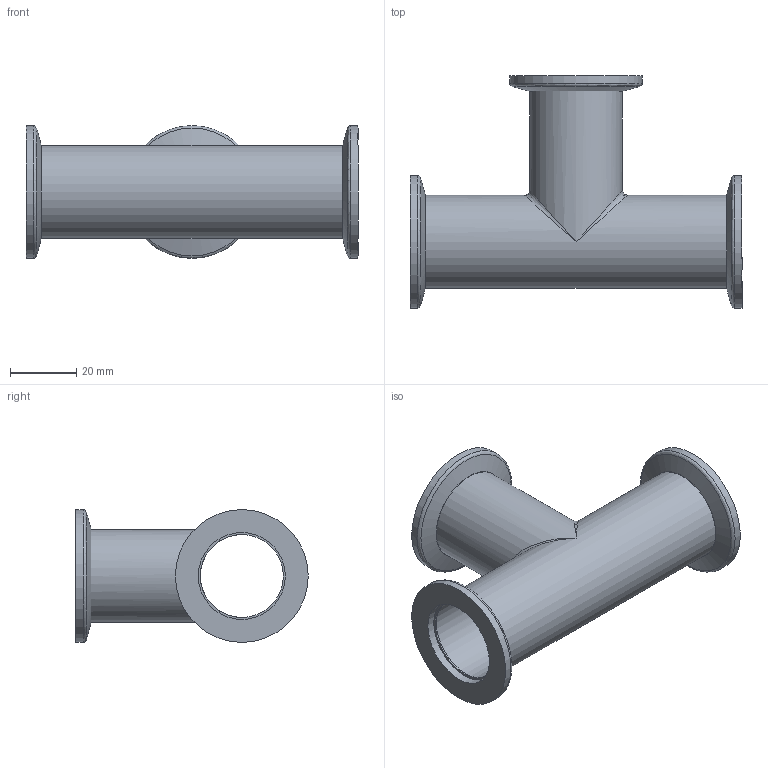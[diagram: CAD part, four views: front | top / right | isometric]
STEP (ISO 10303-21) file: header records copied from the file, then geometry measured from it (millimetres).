
FILE_DESCRIPTION (( 'STEP AP214' ), '1' );
FILE_NAME ('FULLVAC TE1KF25.STEP', '2019-04-05T13:30:42', ( '' ), ( '' ), 'SwSTEP 2.0', 'SolidWorks 2017', '' );
FILE_SCHEMA (( 'AUTOMOTIVE_DESIGN' ));
Length unit declared in the file: millimetre
Products named in the file (3): FULLVAC TE1KF25; 1^FULLVAC TE1KF25; 2^FULLVAC TE1KF25
Assembly tree (4 placements, depth 2):
  FULLVAC TE1KF25
    1^FULLVAC TE1KF25
    2^FULLVAC TE1KF25  x3
Bounding box: 100 x 70 x 40 mm (x, y, z)
Volume: 23360.6 mm3; surface area: 27836.8 mm2
Topology: 4 solids, 4 shells, 41 faces, 85 edges, 49 vertices
Faces by surface type: cylinder 16, plane 15, bspline 7, cone 3
Full cylindrical faces by diameter (mm): 25 x5, 26.2 x3, 28 x2, 28.1 x3, 40 x3
Entity records: 2021 total; most frequent: CARTESIAN_POINT 1326, DIRECTION 78, ORIENTED_EDGE 48, EDGE_LOOP 40, AXIS2_PLACEMENT_3D 39, FACE_OUTER_BOUND 30, UNCERTAINTY_MEASURE_WITH_UNIT 28, PRESENTATION_STYLE_ASSIGNMENT 25
